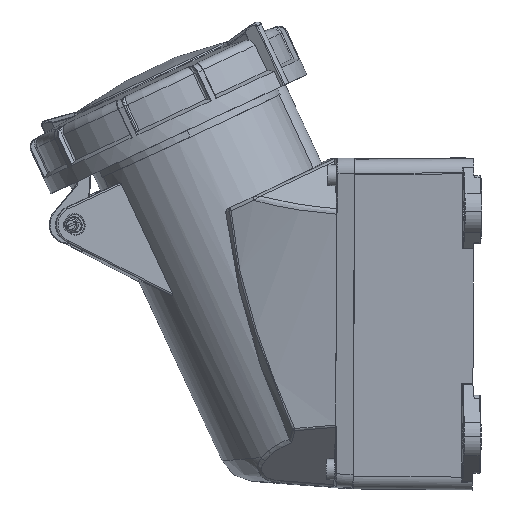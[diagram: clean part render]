
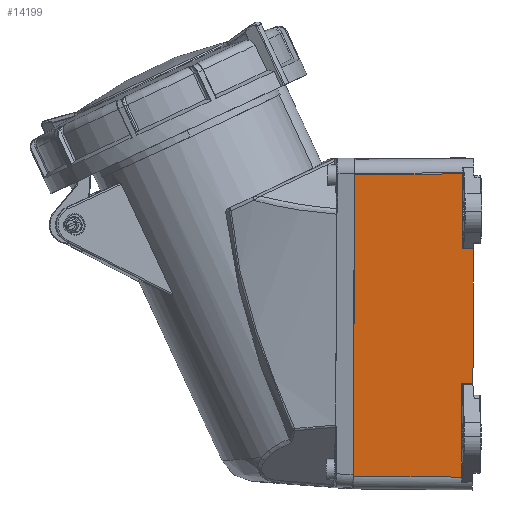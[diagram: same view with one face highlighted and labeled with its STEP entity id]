
A CAD part, left-side view. The second image highlights one B-rep face of the part: STEP entity #14199.
In plain terms, the highlighted face is planar.
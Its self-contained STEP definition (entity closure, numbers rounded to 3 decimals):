
#836 = CARTESIAN_POINT ( 'NONE',  ( 3633.738, 4754.724, 176.74 ) ) ;
#1045 = EDGE_CURVE ( 'NONE', #2824, #41262, #19548, .T. ) ;
#1459 = LINE ( 'NONE', #4841, #19417 ) ;
#2824 = VERTEX_POINT ( 'NONE', #20208 ) ;
#2979 = DIRECTION ( 'NONE',  ( 0.996, 0.086, 0.026 ) ) ;
#3077 = VERTEX_POINT ( 'NONE', #18800 ) ;
#3133 = EDGE_LOOP ( 'NONE', ( #41974, #28667, #47253, #7222, #15613, #19204, #35733, #39319 ) ) ;
#4841 = CARTESIAN_POINT ( 'NONE',  ( 3634.571, 4754.405, 145.822 ) ) ;
#6321 = VERTEX_POINT ( 'NONE', #836 ) ;
#6895 = DIRECTION ( 'NONE',  ( -0.027, 0.009, 1. ) ) ;
#7222 = ORIENTED_EDGE ( 'NONE', *, *, #19372, .T. ) ;
#9330 = EDGE_CURVE ( 'NONE', #3077, #28889, #38389, .T. ) ;
#10844 = CARTESIAN_POINT ( 'NONE',  ( 3635.753, 4740.734, 145.995 ) ) ;
#11506 = CARTESIAN_POINT ( 'NONE',  ( 3636.986, 4716.287, 180.061 ) ) ;
#14068 = CARTESIAN_POINT ( 'NONE',  ( 3632.251, 4781.145, 145.863 ) ) ;
#14199 = ADVANCED_FACE ( 'NONE', ( #26477 ), #15506, .T. ) ;
#15190 = VERTEX_POINT ( 'NONE', #11506 ) ;
#15506 = PLANE ( 'NONE',  #21186 ) ;
#15613 = ORIENTED_EDGE ( 'NONE', *, *, #44829, .T. ) ;
#17352 = DIRECTION ( 'NONE',  ( -0.027, 0.01, 1. ) ) ;
#17946 = LINE ( 'NONE', #35157, #48885 ) ;
#18109 = VECTOR ( 'NONE', #30053, 1000. ) ;
#18800 = CARTESIAN_POINT ( 'NONE',  ( 3637.068, 4716.301, 176.864 ) ) ;
#19204 = ORIENTED_EDGE ( 'NONE', *, *, #31203, .F. ) ;
#19372 = EDGE_CURVE ( 'NONE', #36340, #6321, #21061, .T. ) ;
#19417 = VECTOR ( 'NONE', #17352, 1000. ) ;
#19548 = LINE ( 'NONE', #48300, #37929 ) ;
#19800 = VECTOR ( 'NONE', #21021, 1000. ) ;
#20208 = CARTESIAN_POINT ( 'NONE',  ( 3639.702, 4695.163, 146.139 ) ) ;
#20594 = DIRECTION ( 'NONE',  ( -0.086, 0.996, -0.003 ) ) ;
#20625 = VECTOR ( 'NONE', #47496, 1000. ) ;
#21021 = DIRECTION ( 'NONE',  ( 0.026, 0.004, -1. ) ) ;
#21061 = LINE ( 'NONE', #41925, #50571 ) ;
#21186 = AXIS2_PLACEMENT_3D ( 'NONE', #10844, #2979, #50778 ) ;
#22496 = CARTESIAN_POINT ( 'NONE',  ( 3633.652, 4754.757, 179.938 ) ) ;
#22712 = CARTESIAN_POINT ( 'NONE',  ( 3638.922, 4694.899, 176.932 ) ) ;
#24230 = CARTESIAN_POINT ( 'NONE',  ( 3634.864, 4740.766, 179.982 ) ) ;
#24662 = LINE ( 'NONE', #36163, #19800 ) ;
#26477 = FACE_OUTER_BOUND ( 'NONE', #3133, .T. ) ;
#26761 = EDGE_CURVE ( 'NONE', #41262, #36340, #35076, .T. ) ;
#28667 = ORIENTED_EDGE ( 'NONE', *, *, #1045, .T. ) ;
#28889 = VERTEX_POINT ( 'NONE', #44557 ) ;
#30053 = DIRECTION ( 'NONE',  ( 0.086, -0.996, 0.003 ) ) ;
#31203 = EDGE_CURVE ( 'NONE', #15190, #36324, #51147, .T. ) ;
#31691 = EDGE_CURVE ( 'NONE', #15190, #3077, #24662, .T. ) ;
#34102 = DIRECTION ( 'NONE',  ( 0.086, -0.996, 0.003 ) ) ;
#35076 = LINE ( 'NONE', #42637, #47437 ) ;
#35157 = CARTESIAN_POINT ( 'NONE',  ( 3639.713, 4695.166, 145.707 ) ) ;
#35733 = ORIENTED_EDGE ( 'NONE', *, *, #31691, .T. ) ;
#36163 = CARTESIAN_POINT ( 'NONE',  ( 3637.861, 4716.438, 145.942 ) ) ;
#36324 = VERTEX_POINT ( 'NONE', #22496 ) ;
#36340 = VERTEX_POINT ( 'NONE', #46785 ) ;
#37929 = VECTOR ( 'NONE', #20594, 1000. ) ;
#38389 = LINE ( 'NONE', #22712, #18109 ) ;
#39319 = ORIENTED_EDGE ( 'NONE', *, *, #9330, .T. ) ;
#41262 = VERTEX_POINT ( 'NONE', #14068 ) ;
#41925 = CARTESIAN_POINT ( 'NONE',  ( 3633.731, 4754.804, 176.74 ) ) ;
#41974 = ORIENTED_EDGE ( 'NONE', *, *, #48886, .T. ) ;
#42637 = CARTESIAN_POINT ( 'NONE',  ( 3632.259, 4781.142, 145.54 ) ) ;
#44557 = CARTESIAN_POINT ( 'NONE',  ( 3638.922, 4694.901, 176.932 ) ) ;
#44829 = EDGE_CURVE ( 'NONE', #6321, #36324, #1459, .T. ) ;
#46785 = CARTESIAN_POINT ( 'NONE',  ( 3631.425, 4781.42, 176.655 ) ) ;
#47253 = ORIENTED_EDGE ( 'NONE', *, *, #26761, .T. ) ;
#47437 = VECTOR ( 'NONE', #6895, 1000. ) ;
#47496 = DIRECTION ( 'NONE',  ( -0.086, 0.996, -0.003 ) ) ;
#48300 = CARTESIAN_POINT ( 'NONE',  ( 3635.753, 4740.734, 145.993 ) ) ;
#48885 = VECTOR ( 'NONE', #51113, 1000. ) ;
#48886 = EDGE_CURVE ( 'NONE', #28889, #2824, #17946, .T. ) ;
#50571 = VECTOR ( 'NONE', #34102, 1000. ) ;
#50778 = DIRECTION ( 'NONE',  ( 0., 0.288, -0.958 ) ) ;
#51113 = DIRECTION ( 'NONE',  ( 0.025, 0.009, -1. ) ) ;
#51147 = LINE ( 'NONE', #24230, #20625 ) ;
